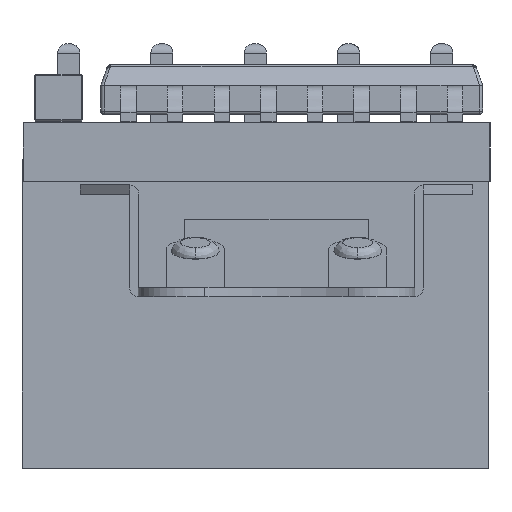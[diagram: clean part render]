
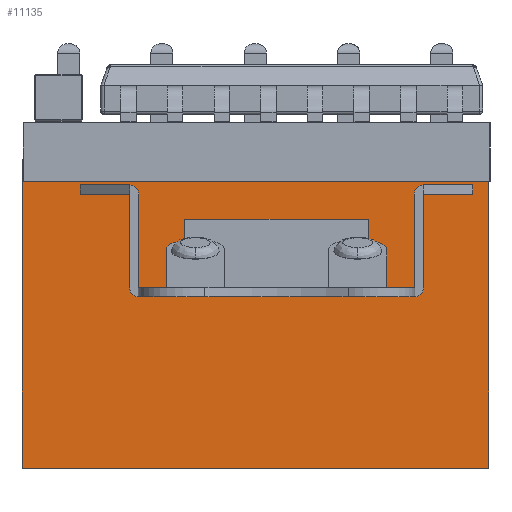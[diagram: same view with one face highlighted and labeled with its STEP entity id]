
A CAD part, left-side view. The second image highlights one B-rep face of the part: STEP entity #11135.
In plain terms, the highlighted planar face has unit normal (-1, 0, 0).
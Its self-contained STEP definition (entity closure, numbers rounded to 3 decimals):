
#335 = CARTESIAN_POINT ( 'NONE',  ( -1.25, 0., 0. ) ) ;
#1030 = DIRECTION ( 'NONE',  ( 0., 0., -1. ) ) ;
#2096 = VECTOR ( 'NONE', #13278, 1000. ) ;
#2897 = CARTESIAN_POINT ( 'NONE',  ( -1.25, 0., 0. ) ) ;
#3019 = PLANE ( 'NONE',  #14484 ) ;
#3178 = EDGE_CURVE ( 'NONE', #17640, #7534, #6578, .T. ) ;
#4220 = CARTESIAN_POINT ( 'NONE',  ( -1.25, 12.7, 0. ) ) ;
#4740 = ORIENTED_EDGE ( 'NONE', *, *, #11239, .F. ) ;
#4834 = EDGE_CURVE ( 'NONE', #12297, #17640, #8891, .T. ) ;
#5784 = CARTESIAN_POINT ( 'NONE',  ( -1.25, 0., 0. ) ) ;
#6578 = LINE ( 'NONE', #4220, #13577 ) ;
#6666 = EDGE_LOOP ( 'NONE', ( #9826, #11368, #4740, #7924 ) ) ;
#6950 = DIRECTION ( 'NONE',  ( 0., 0., 1. ) ) ;
#7056 = CARTESIAN_POINT ( 'NONE',  ( -1.25, 0., 8.4 ) ) ;
#7216 = CARTESIAN_POINT ( 'NONE',  ( -1.25, 12.7, 0. ) ) ;
#7370 = DIRECTION ( 'NONE',  ( 0., 1., 0. ) ) ;
#7412 = CARTESIAN_POINT ( 'NONE',  ( -1.25, 0., 8.4 ) ) ;
#7534 = VERTEX_POINT ( 'NONE', #15142 ) ;
#7924 = ORIENTED_EDGE ( 'NONE', *, *, #3178, .F. ) ;
#8329 = VERTEX_POINT ( 'NONE', #7056 ) ;
#8891 = LINE ( 'NONE', #335, #13044 ) ;
#9826 = ORIENTED_EDGE ( 'NONE', *, *, #4834, .F. ) ;
#11135 = ADVANCED_FACE ( 'NONE', ( #16662 ), #3019, .F. ) ;
#11239 = EDGE_CURVE ( 'NONE', #7534, #8329, #14378, .T. ) ;
#11368 = ORIENTED_EDGE ( 'NONE', *, *, #12801, .F. ) ;
#12297 = VERTEX_POINT ( 'NONE', #2897 ) ;
#12801 = EDGE_CURVE ( 'NONE', #8329, #12297, #17749, .T. ) ;
#13044 = VECTOR ( 'NONE', #7370, 1000. ) ;
#13278 = DIRECTION ( 'NONE',  ( 0., -1., 0. ) ) ;
#13562 = CARTESIAN_POINT ( 'NONE',  ( -1.25, 0., 0. ) ) ;
#13577 = VECTOR ( 'NONE', #6950, 1000. ) ;
#14378 = LINE ( 'NONE', #7412, #2096 ) ;
#14484 = AXIS2_PLACEMENT_3D ( 'NONE', #5784, #16930, #15563 ) ;
#15142 = CARTESIAN_POINT ( 'NONE',  ( -1.25, 12.7, 8.4 ) ) ;
#15563 = DIRECTION ( 'NONE',  ( 0., 0., -1. ) ) ;
#16570 = VECTOR ( 'NONE', #1030, 1000. ) ;
#16662 = FACE_OUTER_BOUND ( 'NONE', #6666, .T. ) ;
#16930 = DIRECTION ( 'NONE',  ( 1., 0., 0. ) ) ;
#17640 = VERTEX_POINT ( 'NONE', #7216 ) ;
#17749 = LINE ( 'NONE', #13562, #16570 ) ;
